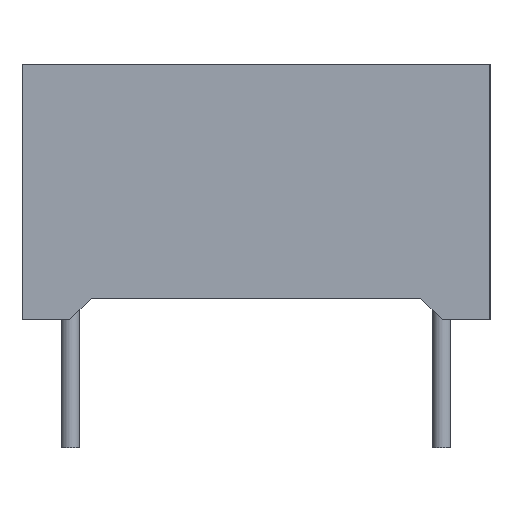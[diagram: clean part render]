
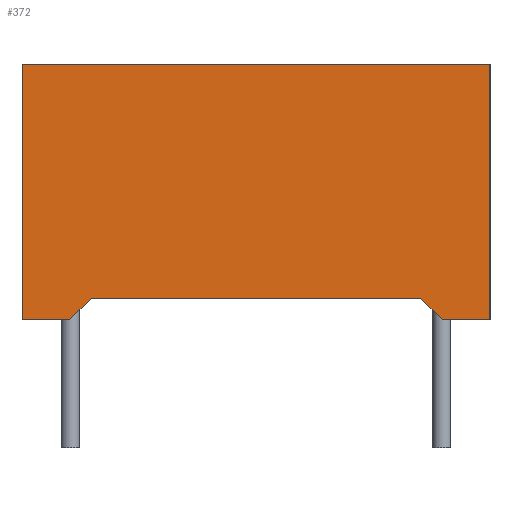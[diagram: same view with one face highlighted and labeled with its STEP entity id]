
A CAD part, left-side view. The second image highlights one B-rep face of the part: STEP entity #372.
In plain terms, the highlighted planar face has unit normal (-1, 0, 0).
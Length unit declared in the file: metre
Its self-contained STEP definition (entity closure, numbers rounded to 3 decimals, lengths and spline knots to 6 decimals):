
#372 = ADVANCED_FACE( '', ( #838 ), #839, .F. );
#838 = FACE_OUTER_BOUND( '', #1491, .T. );
#839 = PLANE( '', #1492 );
#1491 = EDGE_LOOP( '', ( #2586, #2587, #2588, #2589, #2590, #2591, #2592, #2593 ) );
#1492 = AXIS2_PLACEMENT_3D( '', #2594, #2595, #2596 );
#2586 = ORIENTED_EDGE( '', *, *, #4867, .T. );
#2587 = ORIENTED_EDGE( '', *, *, #4868, .T. );
#2588 = ORIENTED_EDGE( '', *, *, #4869, .T. );
#2589 = ORIENTED_EDGE( '', *, *, #4870, .T. );
#2590 = ORIENTED_EDGE( '', *, *, #4756, .T. );
#2591 = ORIENTED_EDGE( '', *, *, #4750, .F. );
#2592 = ORIENTED_EDGE( '', *, *, #4871, .F. );
#2593 = ORIENTED_EDGE( '', *, *, #4872, .T. );
#2594 = CARTESIAN_POINT( '', ( 0., 0., 0.007 ) );
#2595 = DIRECTION( '', ( 1., 0., 0. ) );
#2596 = DIRECTION( '', ( 0., 0., -1. ) );
#4750 = EDGE_CURVE( '', #5192, #5194, #5195, .T. );
#4756 = EDGE_CURVE( '', #5200, #5194, #5204, .T. );
#4867 = EDGE_CURVE( '', #5385, #5386, #5387, .T. );
#4868 = EDGE_CURVE( '', #5386, #5388, #5389, .T. );
#4869 = EDGE_CURVE( '', #5388, #5390, #5391, .T. );
#4870 = EDGE_CURVE( '', #5390, #5200, #5392, .T. );
#4871 = EDGE_CURVE( '', #5393, #5192, #5394, .T. );
#4872 = EDGE_CURVE( '', #5393, #5385, #5395, .T. );
#5192 = VERTEX_POINT( '', #6264 );
#5194 = VERTEX_POINT( '', #6267 );
#5195 = LINE( '', #6268, #6269 );
#5200 = VERTEX_POINT( '', #6276 );
#5204 = LINE( '', #6282, #6283 );
#5385 = VERTEX_POINT( '', #7290 );
#5386 = VERTEX_POINT( '', #7291 );
#5387 = LINE( '', #7292, #7293 );
#5388 = VERTEX_POINT( '', #7294 );
#5389 = LINE( '', #7295, #7296 );
#5390 = VERTEX_POINT( '', #7297 );
#5391 = LINE( '', #7298, #7299 );
#5392 = LINE( '', #7300, #7301 );
#5393 = VERTEX_POINT( '', #7302 );
#5394 = LINE( '', #7303, #7304 );
#5395 = LINE( '', #7305, #7306 );
#6264 = CARTESIAN_POINT( '', ( 0., 0., 0.007 ) );
#6267 = CARTESIAN_POINT( '', ( 0., 0., 0. ) );
#6268 = CARTESIAN_POINT( '', ( 0., 0., 0.007 ) );
#6269 = VECTOR( '', #9814, 1. );
#6276 = CARTESIAN_POINT( '', ( 0., 0.0013, 0. ) );
#6282 = CARTESIAN_POINT( '', ( 0., 0., 0. ) );
#6283 = VECTOR( '', #9819, 1. );
#7290 = CARTESIAN_POINT( '', ( 0., 0.0128, 0. ) );
#7291 = CARTESIAN_POINT( '', ( 0., 0.0115, 0. ) );
#7292 = CARTESIAN_POINT( '', ( 0., 0., 0. ) );
#7293 = VECTOR( '', #9902, 1. );
#7294 = CARTESIAN_POINT( '', ( 0., 0.0109, 0.0006 ) );
#7295 = CARTESIAN_POINT( '', ( 0., 0.0109, 0.0006 ) );
#7296 = VECTOR( '', #9903, 1. );
#7297 = CARTESIAN_POINT( '', ( 0., 0.0019, 0.0006 ) );
#7298 = CARTESIAN_POINT( '', ( 0., 0.0019, 0.0006 ) );
#7299 = VECTOR( '', #9904, 1. );
#7300 = CARTESIAN_POINT( '', ( 0., 0.0013, 0. ) );
#7301 = VECTOR( '', #9905, 1. );
#7302 = CARTESIAN_POINT( '', ( 0., 0.0128, 0.007 ) );
#7303 = CARTESIAN_POINT( '', ( 0., 0., 0.007 ) );
#7304 = VECTOR( '', #9906, 1. );
#7305 = CARTESIAN_POINT( '', ( 0., 0.0128, 0.007 ) );
#7306 = VECTOR( '', #9907, 1. );
#9814 = DIRECTION( '', ( 0., 0., -1. ) );
#9819 = DIRECTION( '', ( 0., -1., 0. ) );
#9902 = DIRECTION( '', ( 0., -1., 0. ) );
#9903 = DIRECTION( '', ( 0., -0.707, 0.707 ) );
#9904 = DIRECTION( '', ( 0., -1., 0. ) );
#9905 = DIRECTION( '', ( 0., -0.707, -0.707 ) );
#9906 = DIRECTION( '', ( 0., -1., 0. ) );
#9907 = DIRECTION( '', ( 0., 0., -1. ) );
